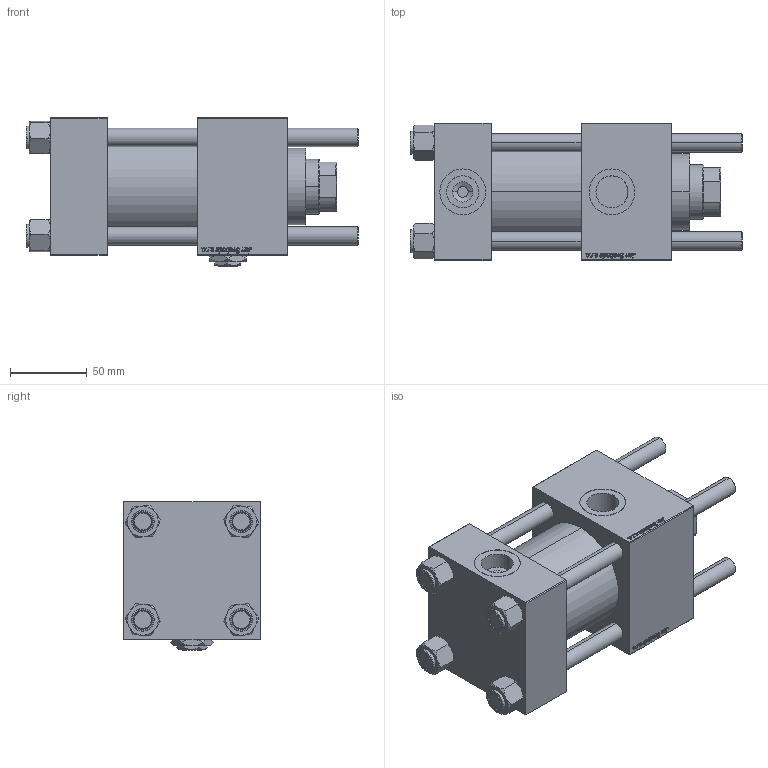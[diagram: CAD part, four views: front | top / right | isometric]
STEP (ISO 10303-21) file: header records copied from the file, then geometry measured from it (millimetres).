
FILE_DESCRIPTION (( 'STEP AP203' ), '1' );
FILE_NAME ('97d8.STEP', '2023-08-23T09:58:35', ( '' ), ( '' ), 'SwSTEP 2.0', 'SolidWorks 2019', '' );
FILE_SCHEMA (( 'CONFIG_CONTROL_DESIGN' ));
Length unit declared in the file: millimetre
Products named in the file (7): NUT_M5_B 9a43d360d6c3def3f360359b0bf97af3; V215_VC_A 9a43d360d6c3def3f360359b0bf97af3; 97d8; V215CR_B_TYCINKA 9a43d360d6c3def3f360359b0bf97af3; V215CR_VCP_B 9a43d360d6c3def3f360359b0bf97af3; V215CR_B-1 9a43d360d6c3def3f360359b0bf97af3; Zatka_pro_OIL_PORT 9a43d360d6c3def3f360359b0bf97af3
Assembly tree (12 placements, depth 2):
  97d8
    V215CR_B-1 9a43d360d6c3def3f360359b0bf97af3
    V215CR_VCP_B 9a43d360d6c3def3f360359b0bf97af3
    NUT_M5_B 9a43d360d6c3def3f360359b0bf97af3  x4
    V215CR_B_TYCINKA 9a43d360d6c3def3f360359b0bf97af3  x4
    V215_VC_A 9a43d360d6c3def3f360359b0bf97af3
    Zatka_pro_OIL_PORT 9a43d360d6c3def3f360359b0bf97af3
Bounding box: 217 x 90 x 97 mm (x, y, z)
Volume: 997987.5 mm3; surface area: 202240.5 mm2
Topology: 12 solids, 12 shells, 1205 faces, 3047 edges, 1974 vertices
Faces by surface type: bspline 504, plane 455, cone 156, cylinder 82, torus 8
Entity records: 58484 total; most frequent: CARTESIAN_POINT 34574, ORIENTED_EDGE 5586, DIRECTION 3117, EDGE_CURVE 2793, VERTEX_POINT 1830, LINE 1483, VECTOR 1483, EDGE_LOOP 1213
